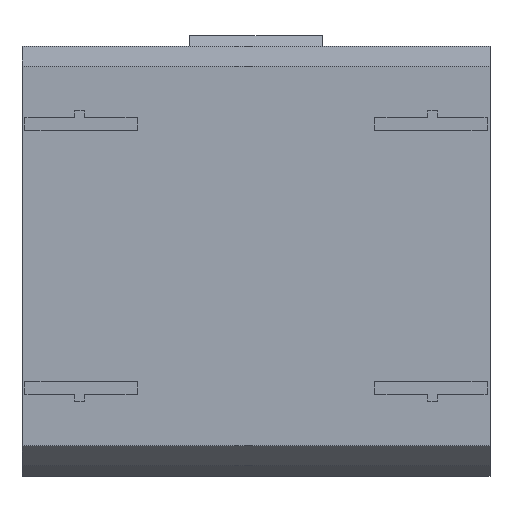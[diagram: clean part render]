
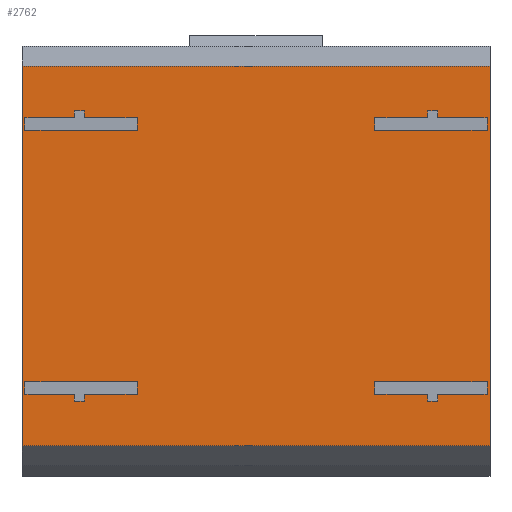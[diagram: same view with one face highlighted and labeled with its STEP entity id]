
A CAD part, front view. The second image highlights one B-rep face of the part: STEP entity #2762.
In plain terms, the highlighted planar face has unit normal (0, -1, 0).
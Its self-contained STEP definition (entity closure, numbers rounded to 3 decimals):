
#277=DIRECTION('',(0.,0.,-1.));
#278=VECTOR('',#277,57.496);
#279=CARTESIAN_POINT('',(-35.45,0.,28.748));
#280=LINE('',#279,#278);
#619=DIRECTION('',(0.,0.,-1.));
#620=VECTOR('',#619,57.496);
#621=CARTESIAN_POINT('',(35.45,0.,28.748));
#622=LINE('',#621,#620);
#719=DIRECTION('',(-1.,0.,0.));
#720=VECTOR('',#719,70.9);
#721=CARTESIAN_POINT('',(35.45,0.,28.748));
#722=LINE('',#721,#720);
#727=DIRECTION('',(1.,0.,0.));
#728=VECTOR('',#727,17.);
#729=CARTESIAN_POINT('',(-35.,0.,19.05));
#730=LINE('',#729,#728);
#731=DIRECTION('',(0.,0.,1.));
#732=VECTOR('',#731,1.9);
#733=CARTESIAN_POINT('',(-18.,0.,19.05));
#734=LINE('',#733,#732);
#735=DIRECTION('',(-1.,0.,0.));
#736=VECTOR('',#735,8.);
#737=CARTESIAN_POINT('',(-18.,0.,20.95));
#738=LINE('',#737,#736);
#739=DIRECTION('',(0.,0.,1.));
#740=VECTOR('',#739,1.05);
#741=CARTESIAN_POINT('',(-26.,0.,20.95));
#742=LINE('',#741,#740);
#743=DIRECTION('',(-1.,0.,0.));
#744=VECTOR('',#743,1.5);
#745=CARTESIAN_POINT('',(-26.,0.,22.));
#746=LINE('',#745,#744);
#747=DIRECTION('',(0.,0.,-1.));
#748=VECTOR('',#747,1.05);
#749=CARTESIAN_POINT('',(-27.5,0.,22.));
#750=LINE('',#749,#748);
#751=DIRECTION('',(-1.,0.,0.));
#752=VECTOR('',#751,7.5);
#753=CARTESIAN_POINT('',(-27.5,0.,20.95));
#754=LINE('',#753,#752);
#755=DIRECTION('',(0.,0.,-1.));
#756=VECTOR('',#755,1.9);
#757=CARTESIAN_POINT('',(-35.,0.,20.95));
#758=LINE('',#757,#756);
#759=DIRECTION('',(1.,0.,0.));
#760=VECTOR('',#759,7.5);
#761=CARTESIAN_POINT('',(-35.,0.,-20.95));
#762=LINE('',#761,#760);
#763=DIRECTION('',(0.,0.,-1.));
#764=VECTOR('',#763,1.05);
#765=CARTESIAN_POINT('',(-27.5,0.,-20.95));
#766=LINE('',#765,#764);
#767=DIRECTION('',(1.,0.,0.));
#768=VECTOR('',#767,1.5);
#769=CARTESIAN_POINT('',(-27.5,0.,-22.));
#770=LINE('',#769,#768);
#771=DIRECTION('',(0.,0.,1.));
#772=VECTOR('',#771,1.05);
#773=CARTESIAN_POINT('',(-26.,0.,-22.));
#774=LINE('',#773,#772);
#775=DIRECTION('',(1.,0.,0.));
#776=VECTOR('',#775,8.);
#777=CARTESIAN_POINT('',(-26.,0.,-20.95));
#778=LINE('',#777,#776);
#779=DIRECTION('',(0.,0.,1.));
#780=VECTOR('',#779,1.9);
#781=CARTESIAN_POINT('',(-18.,0.,-20.95));
#782=LINE('',#781,#780);
#783=DIRECTION('',(-1.,0.,0.));
#784=VECTOR('',#783,17.);
#785=CARTESIAN_POINT('',(-18.,0.,-19.05));
#786=LINE('',#785,#784);
#787=DIRECTION('',(0.,0.,-1.));
#788=VECTOR('',#787,1.9);
#789=CARTESIAN_POINT('',(-35.,0.,-19.05));
#790=LINE('',#789,#788);
#791=DIRECTION('',(-1.,0.,0.));
#792=VECTOR('',#791,7.5);
#793=CARTESIAN_POINT('',(35.,0.,-20.95));
#794=LINE('',#793,#792);
#795=DIRECTION('',(0.,0.,-1.));
#796=VECTOR('',#795,1.9);
#797=CARTESIAN_POINT('',(35.,0.,-19.05));
#798=LINE('',#797,#796);
#799=DIRECTION('',(1.,0.,0.));
#800=VECTOR('',#799,17.);
#801=CARTESIAN_POINT('',(18.,0.,-19.05));
#802=LINE('',#801,#800);
#803=DIRECTION('',(0.,0.,1.));
#804=VECTOR('',#803,1.9);
#805=CARTESIAN_POINT('',(18.,0.,-20.95));
#806=LINE('',#805,#804);
#807=DIRECTION('',(-1.,0.,0.));
#808=VECTOR('',#807,8.);
#809=CARTESIAN_POINT('',(26.,0.,-20.95));
#810=LINE('',#809,#808);
#811=DIRECTION('',(0.,0.,1.));
#812=VECTOR('',#811,1.05);
#813=CARTESIAN_POINT('',(26.,0.,-22.));
#814=LINE('',#813,#812);
#815=DIRECTION('',(-1.,0.,0.));
#816=VECTOR('',#815,1.5);
#817=CARTESIAN_POINT('',(27.5,0.,-22.));
#818=LINE('',#817,#816);
#819=DIRECTION('',(0.,0.,-1.));
#820=VECTOR('',#819,1.05);
#821=CARTESIAN_POINT('',(27.5,0.,-20.95));
#822=LINE('',#821,#820);
#823=DIRECTION('',(-1.,0.,0.));
#824=VECTOR('',#823,17.);
#825=CARTESIAN_POINT('',(35.,0.,19.05));
#826=LINE('',#825,#824);
#827=DIRECTION('',(0.,0.,-1.));
#828=VECTOR('',#827,1.9);
#829=CARTESIAN_POINT('',(35.,0.,20.95));
#830=LINE('',#829,#828);
#831=DIRECTION('',(1.,0.,0.));
#832=VECTOR('',#831,7.5);
#833=CARTESIAN_POINT('',(27.5,0.,20.95));
#834=LINE('',#833,#832);
#835=DIRECTION('',(0.,0.,-1.));
#836=VECTOR('',#835,1.05);
#837=CARTESIAN_POINT('',(27.5,0.,22.));
#838=LINE('',#837,#836);
#839=DIRECTION('',(1.,0.,0.));
#840=VECTOR('',#839,1.5);
#841=CARTESIAN_POINT('',(26.,0.,22.));
#842=LINE('',#841,#840);
#843=DIRECTION('',(0.,0.,1.));
#844=VECTOR('',#843,1.05);
#845=CARTESIAN_POINT('',(26.,0.,20.95));
#846=LINE('',#845,#844);
#847=DIRECTION('',(1.,0.,0.));
#848=VECTOR('',#847,8.);
#849=CARTESIAN_POINT('',(18.,0.,20.95));
#850=LINE('',#849,#848);
#851=DIRECTION('',(0.,0.,1.));
#852=VECTOR('',#851,1.9);
#853=CARTESIAN_POINT('',(18.,0.,19.05));
#854=LINE('',#853,#852);
#1111=DIRECTION('',(1.,0.,0.));
#1112=VECTOR('',#1111,70.9);
#1113=CARTESIAN_POINT('',(-35.45,0.,-28.748));
#1114=LINE('',#1113,#1112);
#1694=CARTESIAN_POINT('',(-35.45,0.,-28.748));
#1696=VERTEX_POINT('',#1694);
#1703=CARTESIAN_POINT('',(-35.45,0.,28.748));
#1705=VERTEX_POINT('',#1703);
#1732=CARTESIAN_POINT('',(35.45,0.,-28.748));
#1734=VERTEX_POINT('',#1732);
#1741=CARTESIAN_POINT('',(35.45,0.,28.748));
#1743=VERTEX_POINT('',#1741);
#2008=CARTESIAN_POINT('',(-35.,0.,-20.95));
#2009=CARTESIAN_POINT('',(-27.5,0.,-20.95));
#2010=VERTEX_POINT('',#2008);
#2011=VERTEX_POINT('',#2009);
#2012=CARTESIAN_POINT('',(-27.5,0.,-22.));
#2013=VERTEX_POINT('',#2012);
#2014=CARTESIAN_POINT('',(-26.,0.,-22.));
#2015=VERTEX_POINT('',#2014);
#2016=CARTESIAN_POINT('',(-26.,0.,-20.95));
#2017=VERTEX_POINT('',#2016);
#2018=CARTESIAN_POINT('',(-18.,0.,-20.95));
#2019=VERTEX_POINT('',#2018);
#2020=CARTESIAN_POINT('',(-18.,0.,-19.05));
#2021=VERTEX_POINT('',#2020);
#2022=CARTESIAN_POINT('',(-35.,0.,-19.05));
#2023=VERTEX_POINT('',#2022);
#2024=CARTESIAN_POINT('',(-35.,0.,19.05));
#2025=CARTESIAN_POINT('',(-18.,0.,19.05));
#2026=VERTEX_POINT('',#2024);
#2027=VERTEX_POINT('',#2025);
#2028=CARTESIAN_POINT('',(-18.,0.,20.95));
#2029=VERTEX_POINT('',#2028);
#2030=CARTESIAN_POINT('',(-26.,0.,20.95));
#2031=VERTEX_POINT('',#2030);
#2032=CARTESIAN_POINT('',(-26.,0.,22.));
#2033=VERTEX_POINT('',#2032);
#2034=CARTESIAN_POINT('',(-27.5,0.,22.));
#2035=VERTEX_POINT('',#2034);
#2036=CARTESIAN_POINT('',(-27.5,0.,20.95));
#2037=VERTEX_POINT('',#2036);
#2038=CARTESIAN_POINT('',(-35.,0.,20.95));
#2039=VERTEX_POINT('',#2038);
#2072=CARTESIAN_POINT('',(35.,0.,-20.95));
#2073=CARTESIAN_POINT('',(27.5,0.,-20.95));
#2074=VERTEX_POINT('',#2072);
#2075=VERTEX_POINT('',#2073);
#2076=CARTESIAN_POINT('',(27.5,0.,-22.));
#2077=VERTEX_POINT('',#2076);
#2078=CARTESIAN_POINT('',(26.,0.,-22.));
#2079=VERTEX_POINT('',#2078);
#2080=CARTESIAN_POINT('',(26.,0.,-20.95));
#2081=VERTEX_POINT('',#2080);
#2082=CARTESIAN_POINT('',(18.,0.,-20.95));
#2083=VERTEX_POINT('',#2082);
#2084=CARTESIAN_POINT('',(18.,0.,-19.05));
#2085=VERTEX_POINT('',#2084);
#2086=CARTESIAN_POINT('',(35.,0.,-19.05));
#2087=VERTEX_POINT('',#2086);
#2088=CARTESIAN_POINT('',(35.,0.,19.05));
#2089=CARTESIAN_POINT('',(18.,0.,19.05));
#2090=VERTEX_POINT('',#2088);
#2091=VERTEX_POINT('',#2089);
#2092=CARTESIAN_POINT('',(18.,0.,20.95));
#2093=VERTEX_POINT('',#2092);
#2094=CARTESIAN_POINT('',(26.,0.,20.95));
#2095=VERTEX_POINT('',#2094);
#2096=CARTESIAN_POINT('',(26.,0.,22.));
#2097=VERTEX_POINT('',#2096);
#2098=CARTESIAN_POINT('',(27.5,0.,22.));
#2099=VERTEX_POINT('',#2098);
#2100=CARTESIAN_POINT('',(27.5,0.,20.95));
#2101=VERTEX_POINT('',#2100);
#2102=CARTESIAN_POINT('',(35.,0.,20.95));
#2103=VERTEX_POINT('',#2102);
#2678=CARTESIAN_POINT('',(0.,0.,0.));
#2679=DIRECTION('',(0.,1.,0.));
#2680=DIRECTION('',(0.,0.,-1.));
#2681=AXIS2_PLACEMENT_3D('',#2678,#2679,#2680);
#2682=PLANE('',#2681);
#2684=ORIENTED_EDGE('',*,*,#2683,.F.);
#2685=ORIENTED_EDGE('',*,*,#2135,.F.);
#2686=ORIENTED_EDGE('',*,*,#2670,.F.);
#2687=ORIENTED_EDGE('',*,*,#2494,.T.);
#2688=EDGE_LOOP('',(#2684,#2685,#2686,#2687));
#2689=FACE_OUTER_BOUND('',#2688,.F.);
#2691=ORIENTED_EDGE('',*,*,#2690,.T.);
#2693=ORIENTED_EDGE('',*,*,#2692,.T.);
#2695=ORIENTED_EDGE('',*,*,#2694,.T.);
#2697=ORIENTED_EDGE('',*,*,#2696,.T.);
#2699=ORIENTED_EDGE('',*,*,#2698,.T.);
#2701=ORIENTED_EDGE('',*,*,#2700,.T.);
#2703=ORIENTED_EDGE('',*,*,#2702,.T.);
#2705=ORIENTED_EDGE('',*,*,#2704,.T.);
#2706=EDGE_LOOP('',(#2691,#2693,#2695,#2697,#2699,#2701,#2703,#2705));
#2707=FACE_BOUND('',#2706,.F.);
#2709=ORIENTED_EDGE('',*,*,#2708,.F.);
#2711=ORIENTED_EDGE('',*,*,#2710,.F.);
#2713=ORIENTED_EDGE('',*,*,#2712,.F.);
#2715=ORIENTED_EDGE('',*,*,#2714,.F.);
#2717=ORIENTED_EDGE('',*,*,#2716,.F.);
#2719=ORIENTED_EDGE('',*,*,#2718,.F.);
#2721=ORIENTED_EDGE('',*,*,#2720,.F.);
#2723=ORIENTED_EDGE('',*,*,#2722,.F.);
#2724=EDGE_LOOP('',(#2709,#2711,#2713,#2715,#2717,#2719,#2721,#2723));
#2725=FACE_BOUND('',#2724,.F.);
#2727=ORIENTED_EDGE('',*,*,#2726,.F.);
#2729=ORIENTED_EDGE('',*,*,#2728,.F.);
#2731=ORIENTED_EDGE('',*,*,#2730,.F.);
#2733=ORIENTED_EDGE('',*,*,#2732,.F.);
#2735=ORIENTED_EDGE('',*,*,#2734,.F.);
#2737=ORIENTED_EDGE('',*,*,#2736,.F.);
#2739=ORIENTED_EDGE('',*,*,#2738,.F.);
#2741=ORIENTED_EDGE('',*,*,#2740,.F.);
#2742=EDGE_LOOP('',(#2727,#2729,#2731,#2733,#2735,#2737,#2739,#2741));
#2743=FACE_BOUND('',#2742,.F.);
#2745=ORIENTED_EDGE('',*,*,#2744,.T.);
#2747=ORIENTED_EDGE('',*,*,#2746,.T.);
#2749=ORIENTED_EDGE('',*,*,#2748,.T.);
#2751=ORIENTED_EDGE('',*,*,#2750,.T.);
#2753=ORIENTED_EDGE('',*,*,#2752,.T.);
#2755=ORIENTED_EDGE('',*,*,#2754,.T.);
#2757=ORIENTED_EDGE('',*,*,#2756,.T.);
#2759=ORIENTED_EDGE('',*,*,#2758,.T.);
#2760=EDGE_LOOP('',(#2745,#2747,#2749,#2751,#2753,#2755,#2757,#2759));
#2761=FACE_BOUND('',#2760,.F.);
#2135=EDGE_CURVE('',#1705,#1696,#280,.T.);
#2494=EDGE_CURVE('',#1743,#1734,#622,.T.);
#2670=EDGE_CURVE('',#1743,#1705,#722,.T.);
#2683=EDGE_CURVE('',#1696,#1734,#1114,.T.);
#2690=EDGE_CURVE('',#2010,#2011,#762,.T.);
#2692=EDGE_CURVE('',#2011,#2013,#766,.T.);
#2694=EDGE_CURVE('',#2013,#2015,#770,.T.);
#2696=EDGE_CURVE('',#2015,#2017,#774,.T.);
#2698=EDGE_CURVE('',#2017,#2019,#778,.T.);
#2700=EDGE_CURVE('',#2019,#2021,#782,.T.);
#2702=EDGE_CURVE('',#2021,#2023,#786,.T.);
#2704=EDGE_CURVE('',#2023,#2010,#790,.T.);
#2708=EDGE_CURVE('',#2074,#2075,#794,.T.);
#2710=EDGE_CURVE('',#2087,#2074,#798,.T.);
#2712=EDGE_CURVE('',#2085,#2087,#802,.T.);
#2714=EDGE_CURVE('',#2083,#2085,#806,.T.);
#2716=EDGE_CURVE('',#2081,#2083,#810,.T.);
#2718=EDGE_CURVE('',#2079,#2081,#814,.T.);
#2720=EDGE_CURVE('',#2077,#2079,#818,.T.);
#2722=EDGE_CURVE('',#2075,#2077,#822,.T.);
#2726=EDGE_CURVE('',#2090,#2091,#826,.T.);
#2728=EDGE_CURVE('',#2103,#2090,#830,.T.);
#2730=EDGE_CURVE('',#2101,#2103,#834,.T.);
#2732=EDGE_CURVE('',#2099,#2101,#838,.T.);
#2734=EDGE_CURVE('',#2097,#2099,#842,.T.);
#2736=EDGE_CURVE('',#2095,#2097,#846,.T.);
#2738=EDGE_CURVE('',#2093,#2095,#850,.T.);
#2740=EDGE_CURVE('',#2091,#2093,#854,.T.);
#2744=EDGE_CURVE('',#2026,#2027,#730,.T.);
#2746=EDGE_CURVE('',#2027,#2029,#734,.T.);
#2748=EDGE_CURVE('',#2029,#2031,#738,.T.);
#2750=EDGE_CURVE('',#2031,#2033,#742,.T.);
#2752=EDGE_CURVE('',#2033,#2035,#746,.T.);
#2754=EDGE_CURVE('',#2035,#2037,#750,.T.);
#2756=EDGE_CURVE('',#2037,#2039,#754,.T.);
#2758=EDGE_CURVE('',#2039,#2026,#758,.T.);
#2762=ADVANCED_FACE('',(#2689,#2707,#2725,#2743,#2761),#2682,.F.);
